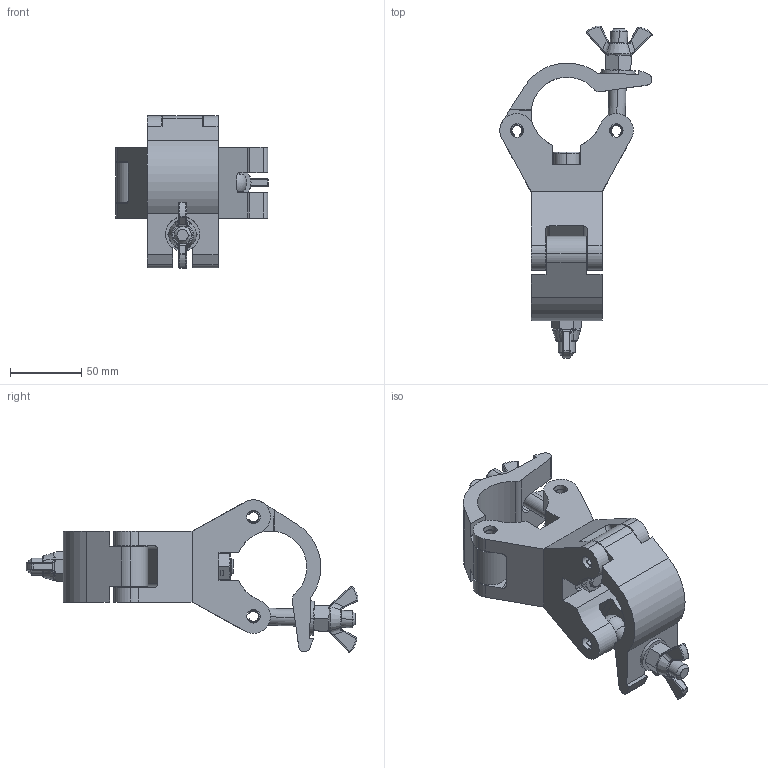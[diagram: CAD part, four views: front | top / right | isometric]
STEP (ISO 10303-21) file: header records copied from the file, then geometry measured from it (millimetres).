
FILE_DESCRIPTION (( 'STEP AP203' ), '1' );
FILE_NAME ('T57100 & T57110.STEP', '2018-03-20T15:55:36', ( '' ), ( '' ), 'SwSTEP 2.0', 'SolidWorks 2016', '' );
FILE_SCHEMA (( 'CONFIG_CONTROL_DESIGN' ));
Length unit declared in the file: millimetre
Products named in the file (14): F790; TH4048; Socket Head Cap Screw_Doughty Fastners_BS EN ISO 4762 M12 x 45 - 45S; TH2001_TH2001 - 50MM WIDE; Hex Centre Lock Nut GradeAB_Doughty Fastners_BS EN 24032 - M12 - D - S; TH157_TH157; T57100 & T57110; TH566; A Washer_Bright washer BS 4320 - M12 (Form A); Hex Nut Style 1 GradeAB_Doughty Fastners_Hexagon Nut ISO - 4032 - M12 - D - S; F883_DIN 315-M12-GT-C-N; TH2000 REV3_TH2000 - 50MM WIDE; T78000; TH156 REV14_TH156
Assembly tree (19 placements, depth 4):
  T57100 & T57110
    TH4048  x2
      TH156 REV14_TH156
        TH2000 REV3_TH2000 - 50MM WIDE
    TH157_TH157  x2
      TH2001_TH2001 - 50MM WIDE
    T78000  x2
      TH566
      A Washer_Bright washer BS 4320 - M12 (Form A)
      Hex Nut Style 1 GradeAB_Doughty Fastners_Hexagon Nut ISO - 4032 - M12 - D - S
      F883_DIN 315-M12-GT-C-N
    F790  x4
    Socket Head Cap Screw_Doughty Fastners_BS EN ISO 4762 M12 x 45 - 45S
    Hex Centre Lock Nut GradeAB_Doughty Fastners_BS EN 24032 - M12 - D - S
Bounding box: 107.22 x 233.75 x 107.22 mm (x, y, z)
Volume: 404319.3 mm3; surface area: 111184.3 mm2
Topology: 18 solids, 18 shells, 790 faces, 1890 edges, 1121 vertices
Faces by surface type: cone 268, cylinder 258, plane 166, bspline 56, sphere 22, torus 20
Entity records: 16954 total; most frequent: CARTESIAN_POINT 3546, DIRECTION 2655, ORIENTED_EDGE 2390, EDGE_CURVE 1195, AXIS2_PLACEMENT_3D 1076, VERTEX_POINT 715, CIRCLE 575, EDGE_LOOP 530
